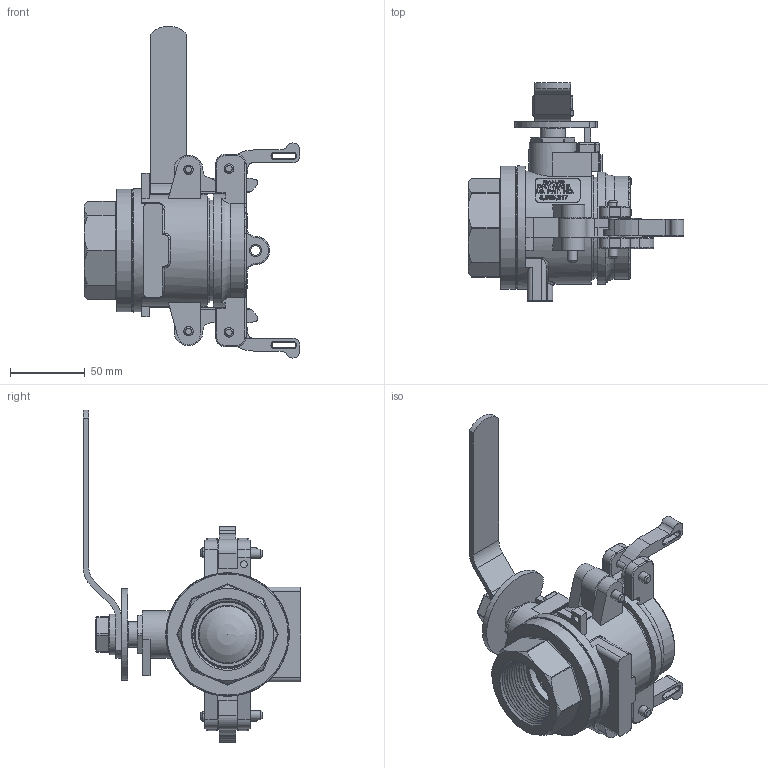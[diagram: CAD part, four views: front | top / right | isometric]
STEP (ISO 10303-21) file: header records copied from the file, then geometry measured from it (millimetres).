
FILE_DESCRIPTION(/* description */ ('1 1/2" FNPT MALE SS DRYMATE'),/* implementation_level */ '2;1');
FILE_NAME(/* name */ 'DM150ASS.stp',/* time_stamp */ '2016-12-06T11:16:33-05:00',/* author */ ('DKemp'),/* organization */ (''),/* preprocessor_version */ 'ST-DEVELOPER v16.5',/* originating_system */ 'Autodesk Inventor 2017',/* authorisation */ '');
FILE_SCHEMA (('AUTOMOTIVE_DESIGN { 1 0 10303 214 3 1 1 }'));
Products named in the file (30): DM150ASS; DM15154MSS; DB20258; DB20281; DM15151SS; DM15153SS; DM15155SS; DM15204SS; DM15255MSS; DM15257MSS; DM15288SS; DM15288SSX; DM200ACAP; DB20312AC; DB20312AY; DB20312AX; DB20311V; DB20313; DM201KX; 200P; DM20300; V20258; VSS15020; VSS15021; VSS15060; VSS15159; VSS15160; VSS15160M; VSS15160S; VSS15160F
Assembly tree (35 placements, depth 5):
  DM150ASS
    DM15154MSS
    200P  x2
    DB20258
    DB20281  x2
    DM15151SS
    DM15153SS
    DM15155SS
    DM15204SS
    DM15255MSS
    DM15257MSS
    DM15288SS
      DM15288SSX
    DM200ACAP
      DB20312AC
        DB20312AY
          DB20312AX
      DB20311V
      DB20313
      DM201KX  x2
      200P  x2
    DM20300  x2
    V20258
    VSS15020
    VSS15021
    VSS15060
    VSS15159
    VSS15160
      VSS15160M
      VSS15160S
      VSS15160F
Bounding box: 144.07 x 145.54 x 222 mm (x, y, z)
Volume: 426817.2 mm3; surface area: 187048.5 mm2
Topology: 32 solids, 32 shells, 2553 faces, 6574 edges, 4270 vertices
Faces by surface type: plane 1131, bspline 769, cylinder 464, cone 78, torus 78, sphere 33
Full cylindrical faces by diameter (mm): 3.175 x3, 4.572 x1, 6.325 x4, 6.35 x9, 6.502 x4, 7.112 x3, 16.825 x2, 16.993 x1, 17.018 x3, 17.17 x1, 17.526 x2, 19.99 x1, 20.066 x1, 21.336 x1, 22.261 x2, 22.606 x1, 23.19 x3, 23.368 x5, 31.75 x1, 38.1 x3, 38.862 x1, 41.046 x1, 46.101 x1, 50.8 x2, 54.61 x1, 55.372 x1, 55.575 x1, 57.15 x1, 57.709 x1, 61.722 x1
Entity records: 99734 total; most frequent: CARTESIAN_POINT 43456, ORIENTED_EDGE 12208, DIRECTION 9240, EDGE_CURVE 6104, VERTEX_POINT 4054, LINE 3332, VECTOR 3332, AXIS2_PLACEMENT_3D 2954
